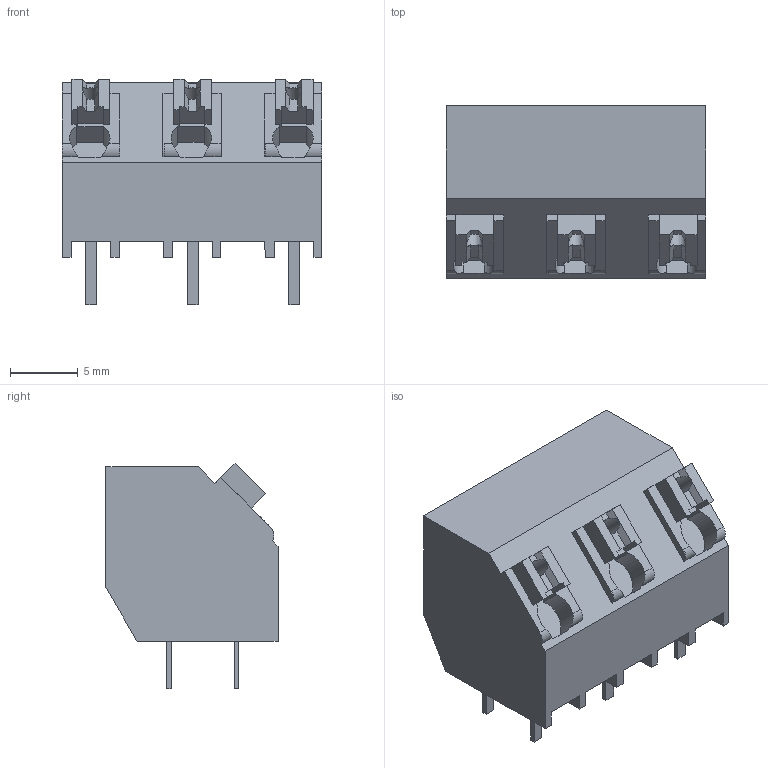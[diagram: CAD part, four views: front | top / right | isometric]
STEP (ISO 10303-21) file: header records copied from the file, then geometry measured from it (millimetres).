
FILE_DESCRIPTION(('CATIA V5 STEP Exchange','CAx-IF Rec.Pracs.--- Model Styling and Organization---1.2---2011-12-15'),'2;1');
FILE_NAME ('D1458658_0_1888990000_1888990000.stp','2018-03-20T14:18:52+00:00',('none'),('Weidmueller'),'CATIA Version 5-6 Release 2014','CATIA V5 STEP AP214','none');
FILE_SCHEMA(('AUTOMOTIVE_DESIGN { 1 0 10303 214 1 1 1 1 }'));
Length unit declared in the file: millimetre
Products named in the file (1): 1888990000
Bounding box: 19.13 x 12.7 x 16.66 mm (x, y, z)
Volume: 2133 mm3; surface area: 2036.6 mm2
Topology: 10 solids, 10 shells, 230 faces, 619 edges, 412 vertices
Faces by surface type: plane 207, cylinder 23
Entity records: 6796 total; most frequent: CARTESIAN_POINT 1314, ORIENTED_EDGE 1238, DIRECTION 908, EDGE_CURVE 619, VECTOR 548, LINE 548, VERTEX_POINT 412, EDGE_LOOP 239
